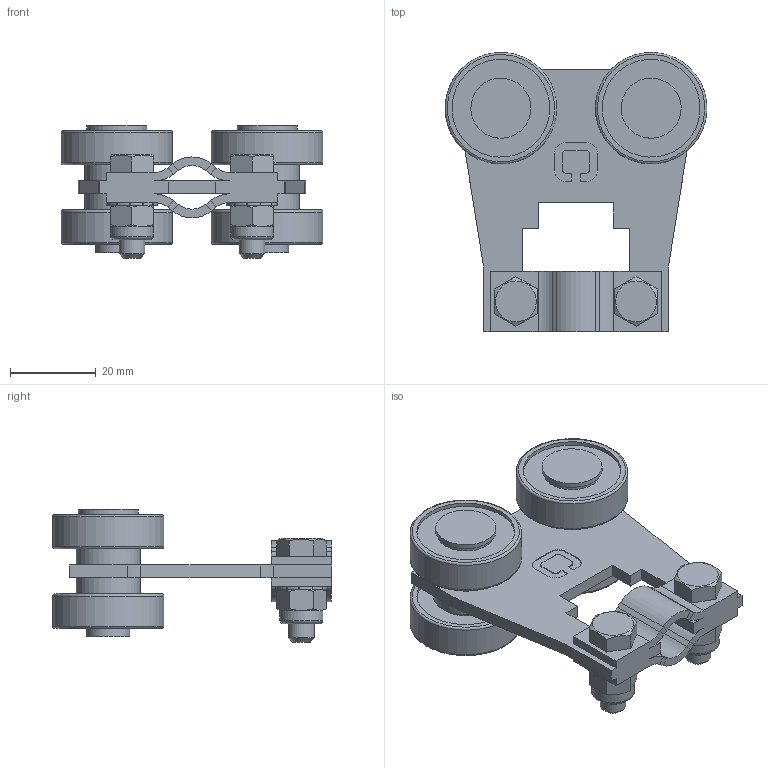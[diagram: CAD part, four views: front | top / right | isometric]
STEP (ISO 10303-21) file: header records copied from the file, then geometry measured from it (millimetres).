
FILE_DESCRIPTION(('STEP AP203'), '1');
FILE_NAME('211.RC35 Òåëåæêà RC35 ñ êðåïëåíèåì ïîä áîëò', '', ('UNSPECIFIED'), ('UNSPECIFIED'), 'ASCON STEP Converter 1.3', 'ASCON Math Kernel', '');
FILE_SCHEMA(('CONFIG_CONTROL_DESIGN'));
Length unit declared in the file: millimetre
Products named in the file (1): 211.RC35
Bounding box: 60.96 x 64.98 x 30.85 mm (x, y, z)
Volume: 30067.8 mm3; surface area: 15979.8 mm2
Topology: 1 solids, 1 shells, 379 faces, 912 edges, 568 vertices
Faces by surface type: plane 255, cylinder 82, cone 30, torus 12
Full cylindrical faces by diameter (mm): 6 x2, 6.75 x2, 10 x4, 13.2 x8, 14 x2, 15 x4, 22.8 x8, 26 x4
Entity records: 15129 total; most frequent: CARTESIAN_POINT 3385, DIRECTION 1804, ORIENTED_EDGE 1720, EDGE_CURVE 860, AXIS2_PLACEMENT_3D 638, VERTEX_POINT 568, LINE 528, VECTOR 528
